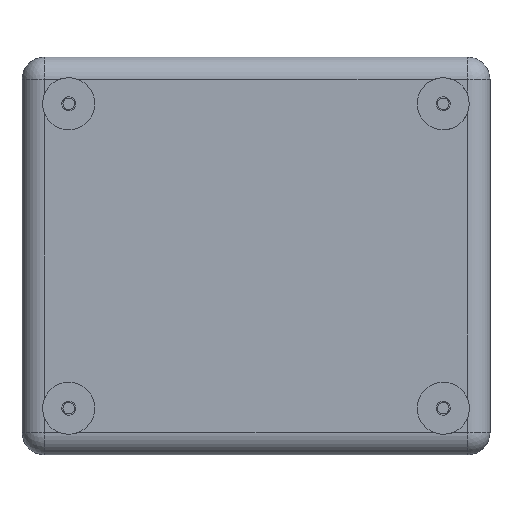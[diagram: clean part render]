
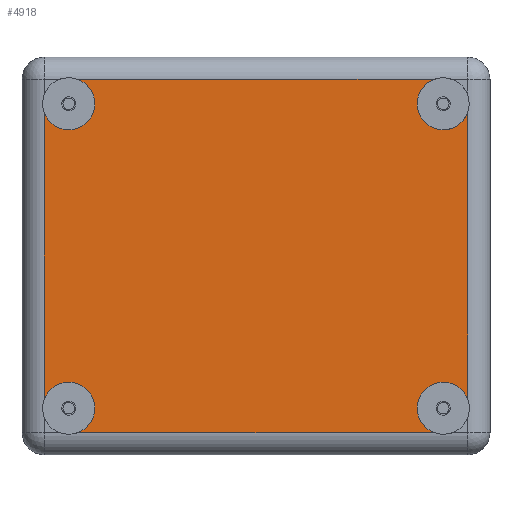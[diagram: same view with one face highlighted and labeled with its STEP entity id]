
A CAD part, front view. The second image highlights one B-rep face of the part: STEP entity #4918.
In plain terms, the highlighted planar face has unit normal (0, -1, 0).
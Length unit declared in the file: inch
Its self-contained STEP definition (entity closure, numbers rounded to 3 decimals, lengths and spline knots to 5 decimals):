
#143=CARTESIAN_POINT('',(2.3567,0.15,-2.56));
#144=DIRECTION('',(0.,1.,0.));
#145=DIRECTION('',(-1.,0.,0.));
#146=AXIS2_PLACEMENT_3D('',#143,#144,#145);
#151=CARTESIAN_POINT('',(2.3567,0.15,-2.56));
#152=DIRECTION('',(0.,1.,0.));
#153=DIRECTION('',(-0.349,0.,-0.937));
#154=AXIS2_PLACEMENT_3D('',#151,#152,#153);
#159=CARTESIAN_POINT('',(-3.9429,0.15,-2.56));
#160=DIRECTION('',(0.,-1.,0.));
#161=DIRECTION('',(0.349,0.,-0.937));
#162=AXIS2_PLACEMENT_3D('',#159,#160,#161);
#167=CARTESIAN_POINT('',(-3.9429,0.15,-2.56));
#168=DIRECTION('',(0.,-1.,0.));
#169=DIRECTION('',(1.,0.,0.));
#170=AXIS2_PLACEMENT_3D('',#167,#168,#169);
#175=CARTESIAN_POINT('',(-3.9429,0.15,2.56));
#176=DIRECTION('',(0.,1.,0.));
#177=DIRECTION('',(1.,0.,0.));
#178=AXIS2_PLACEMENT_3D('',#175,#176,#177);
#183=CARTESIAN_POINT('',(-3.9429,0.15,2.56));
#184=DIRECTION('',(0.,1.,0.));
#185=DIRECTION('',(0.349,0.,0.937));
#186=AXIS2_PLACEMENT_3D('',#183,#184,#185);
#191=CARTESIAN_POINT('',(2.3539,0.15,2.56));
#192=DIRECTION('',(0.,-1.,0.));
#193=DIRECTION('',(-0.349,0.,0.937));
#194=AXIS2_PLACEMENT_3D('',#191,#192,#193);
#199=CARTESIAN_POINT('',(2.3539,0.15,2.56));
#200=DIRECTION('',(0.,-1.,0.));
#201=DIRECTION('',(-1.,0.,0.));
#202=AXIS2_PLACEMENT_3D('',#199,#200,#201);
#292=DIRECTION('',(0.,0.,-1.));
#293=VECTOR('',#292,4.81575);
#294=CARTESIAN_POINT('',(-4.3531,0.15,2.40787));
#295=LINE('',#294,#293);
#372=DIRECTION('',(1.,0.,0.));
#373=VECTOR('',#372,5.99427);
#374=CARTESIAN_POINT('',(-3.79024,0.15,-2.97));
#375=LINE('',#374,#373);
#403=DIRECTION('',(0.,0.,1.));
#404=VECTOR('',#403,4.82352);
#405=CARTESIAN_POINT('',(2.7669,0.15,-2.40787));
#406=LINE('',#405,#404);
#502=DIRECTION('',(-1.,0.,0.));
#503=VECTOR('',#502,5.99147);
#504=CARTESIAN_POINT('',(2.20124,0.15,2.97));
#505=LINE('',#504,#503);
#509=CARTESIAN_POINT('',(-3.79024,0.15,2.97));
#4230=CARTESIAN_POINT('',(-3.5054,0.15,2.56));
#4231=CARTESIAN_POINT('',(-4.3531,0.15,2.40787));
#4232=VERTEX_POINT('',#4230);
#4233=VERTEX_POINT('',#4231);
#4234=VERTEX_POINT('',#509);
#4693=CARTESIAN_POINT('',(1.9164,0.15,2.56));
#4694=VERTEX_POINT('',#4693);
#4709=CARTESIAN_POINT('',(2.7669,0.15,2.41565));
#4710=VERTEX_POINT('',#4709);
#4715=CARTESIAN_POINT('',(2.20124,0.15,2.97));
#4716=VERTEX_POINT('',#4715);
#4725=CARTESIAN_POINT('',(-3.5054,0.15,-2.56));
#4726=VERTEX_POINT('',#4725);
#4745=CARTESIAN_POINT('',(1.9192,0.15,-2.56));
#4746=VERTEX_POINT('',#4745);
#4761=CARTESIAN_POINT('',(-4.3531,0.15,-2.40787));
#4762=VERTEX_POINT('',#4761);
#4767=CARTESIAN_POINT('',(-3.79024,0.15,-2.97));
#4768=VERTEX_POINT('',#4767);
#4773=CARTESIAN_POINT('',(2.7669,0.15,-2.40787));
#4774=VERTEX_POINT('',#4773);
#4779=CARTESIAN_POINT('',(2.20404,0.15,-2.97));
#4780=VERTEX_POINT('',#4779);
#4887=CARTESIAN_POINT('',(0.,0.15,0.));
#4888=DIRECTION('',(0.,1.,0.));
#4889=DIRECTION('',(1.,0.,0.));
#4890=AXIS2_PLACEMENT_3D('',#4887,#4888,#4889);
#4891=PLANE('',#4890);
#4893=ORIENTED_EDGE('',*,*,#4892,.F.);
#4895=ORIENTED_EDGE('',*,*,#4894,.F.);
#4897=ORIENTED_EDGE('',*,*,#4896,.F.);
#4899=ORIENTED_EDGE('',*,*,#4898,.T.);
#4901=ORIENTED_EDGE('',*,*,#4900,.T.);
#4903=ORIENTED_EDGE('',*,*,#4902,.F.);
#4905=ORIENTED_EDGE('',*,*,#4904,.F.);
#4907=ORIENTED_EDGE('',*,*,#4906,.F.);
#4909=ORIENTED_EDGE('',*,*,#4908,.F.);
#4911=ORIENTED_EDGE('',*,*,#4910,.T.);
#4913=ORIENTED_EDGE('',*,*,#4912,.T.);
#4915=ORIENTED_EDGE('',*,*,#4914,.F.);
#4916=EDGE_LOOP('',(#4893,#4895,#4897,#4899,#4901,#4903,#4905,#4907,#4909,#4911,
#4913,#4915));
#4917=FACE_OUTER_BOUND('',#4916,.F.);
#147=CIRCLE('',#146,0.4375);
#155=CIRCLE('',#154,0.4375);
#163=CIRCLE('',#162,0.4375);
#171=CIRCLE('',#170,0.4375);
#179=CIRCLE('',#178,0.4375);
#187=CIRCLE('',#186,0.4375);
#195=CIRCLE('',#194,0.4375);
#203=CIRCLE('',#202,0.4375);
#4892=EDGE_CURVE('',#4746,#4774,#147,.T.);
#4894=EDGE_CURVE('',#4780,#4746,#155,.T.);
#4896=EDGE_CURVE('',#4768,#4780,#375,.T.);
#4898=EDGE_CURVE('',#4768,#4726,#163,.T.);
#4900=EDGE_CURVE('',#4726,#4762,#171,.T.);
#4902=EDGE_CURVE('',#4233,#4762,#295,.T.);
#4904=EDGE_CURVE('',#4232,#4233,#179,.T.);
#4906=EDGE_CURVE('',#4234,#4232,#187,.T.);
#4908=EDGE_CURVE('',#4716,#4234,#505,.T.);
#4910=EDGE_CURVE('',#4716,#4694,#195,.T.);
#4912=EDGE_CURVE('',#4694,#4710,#203,.T.);
#4914=EDGE_CURVE('',#4774,#4710,#406,.T.);
#4918=ADVANCED_FACE('',(#4917),#4891,.F.);
